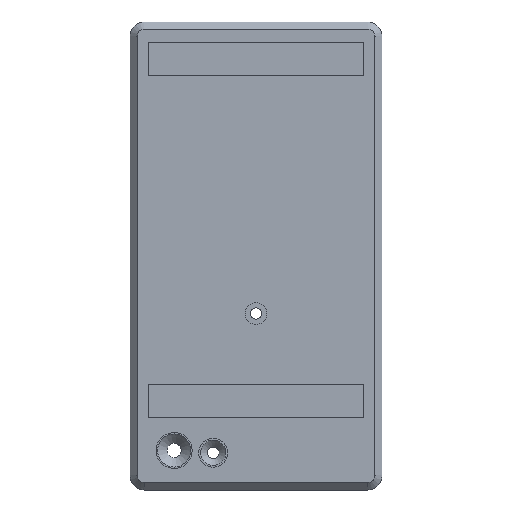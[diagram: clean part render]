
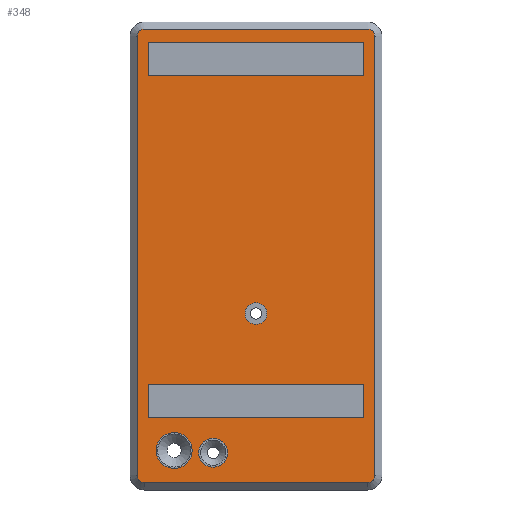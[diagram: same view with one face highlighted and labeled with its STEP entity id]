
A CAD part, top view. The second image highlights one B-rep face of the part: STEP entity #348.
In plain terms, the highlighted planar face has unit normal (0, 0, 1).
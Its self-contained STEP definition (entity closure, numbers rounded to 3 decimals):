
#95 = VERTEX_POINT('',#96);
#96 = CARTESIAN_POINT('',(4.,2.,20.));
#104 = VERTEX_POINT('',#105);
#105 = CARTESIAN_POINT('',(2.,4.,20.));
#111 = EDGE_CURVE('',#95,#104,#112,.T.);
#112 = CIRCLE('',#113,2.);
#113 = AXIS2_PLACEMENT_3D('',#114,#115,#116);
#114 = CARTESIAN_POINT('',(4.,4.,20.));
#115 = DIRECTION('',(0.,-0.,-1.));
#116 = DIRECTION('',(0.,-1.,0.));
#282 = VERTEX_POINT('',#283);
#283 = CARTESIAN_POINT('',(2.,126.,20.));
#289 = EDGE_CURVE('',#104,#282,#290,.T.);
#290 = LINE('',#291,#292);
#291 = CARTESIAN_POINT('',(2.,4.,20.));
#292 = VECTOR('',#293,1.);
#293 = DIRECTION('',(0.,1.,0.));
#329 = VERTEX_POINT('',#330);
#330 = CARTESIAN_POINT('',(66.,2.,20.));
#338 = EDGE_CURVE('',#329,#95,#339,.T.);
#339 = LINE('',#340,#341);
#340 = CARTESIAN_POINT('',(66.,2.,20.));
#341 = VECTOR('',#342,1.);
#342 = DIRECTION('',(-1.,0.,0.));
#348 = ADVANCED_FACE('',(#349,#395,#406,#417,#451,#462),#496,.T.);
#349 = FACE_BOUND('',#350,.T.);
#350 = EDGE_LOOP('',(#351,#352,#361,#369,#378,#386,#393,#394));
#351 = ORIENTED_EDGE('',*,*,#338,.F.);
#352 = ORIENTED_EDGE('',*,*,#353,.F.);
#353 = EDGE_CURVE('',#354,#329,#356,.T.);
#354 = VERTEX_POINT('',#355);
#355 = CARTESIAN_POINT('',(68.,4.,20.));
#356 = CIRCLE('',#357,2.);
#357 = AXIS2_PLACEMENT_3D('',#358,#359,#360);
#358 = CARTESIAN_POINT('',(66.,4.,20.));
#359 = DIRECTION('',(0.,-0.,-1.));
#360 = DIRECTION('',(1.,0.,0.));
#361 = ORIENTED_EDGE('',*,*,#362,.F.);
#362 = EDGE_CURVE('',#363,#354,#365,.T.);
#363 = VERTEX_POINT('',#364);
#364 = CARTESIAN_POINT('',(68.,126.,20.));
#365 = LINE('',#366,#367);
#366 = CARTESIAN_POINT('',(68.,126.,20.));
#367 = VECTOR('',#368,1.);
#368 = DIRECTION('',(0.,-1.,0.));
#369 = ORIENTED_EDGE('',*,*,#370,.F.);
#370 = EDGE_CURVE('',#371,#363,#373,.T.);
#371 = VERTEX_POINT('',#372);
#372 = CARTESIAN_POINT('',(66.,128.,20.));
#373 = CIRCLE('',#374,2.);
#374 = AXIS2_PLACEMENT_3D('',#375,#376,#377);
#375 = CARTESIAN_POINT('',(66.,126.,20.));
#376 = DIRECTION('',(0.,0.,-1.));
#377 = DIRECTION('',(0.,1.,0.));
#378 = ORIENTED_EDGE('',*,*,#379,.F.);
#379 = EDGE_CURVE('',#380,#371,#382,.T.);
#380 = VERTEX_POINT('',#381);
#381 = CARTESIAN_POINT('',(4.,128.,20.));
#382 = LINE('',#383,#384);
#383 = CARTESIAN_POINT('',(4.,128.,20.));
#384 = VECTOR('',#385,1.);
#385 = DIRECTION('',(1.,0.,0.));
#386 = ORIENTED_EDGE('',*,*,#387,.F.);
#387 = EDGE_CURVE('',#282,#380,#388,.T.);
#388 = CIRCLE('',#389,2.);
#389 = AXIS2_PLACEMENT_3D('',#390,#391,#392);
#390 = CARTESIAN_POINT('',(4.,126.,20.));
#391 = DIRECTION('',(0.,0.,-1.));
#392 = DIRECTION('',(-1.,0.,0.));
#393 = ORIENTED_EDGE('',*,*,#289,.F.);
#394 = ORIENTED_EDGE('',*,*,#111,.F.);
#395 = FACE_BOUND('',#396,.T.);
#396 = EDGE_LOOP('',(#397));
#397 = ORIENTED_EDGE('',*,*,#398,.F.);
#398 = EDGE_CURVE('',#399,#399,#401,.T.);
#399 = VERTEX_POINT('',#400);
#400 = CARTESIAN_POINT('',(17.26,10.95,20.));
#401 = CIRCLE('',#402,5.);
#402 = AXIS2_PLACEMENT_3D('',#403,#404,#405);
#403 = CARTESIAN_POINT('',(12.26,10.95,20.));
#404 = DIRECTION('',(0.,0.,1.));
#405 = DIRECTION('',(1.,0.,0.));
#406 = FACE_BOUND('',#407,.T.);
#407 = EDGE_LOOP('',(#408));
#408 = ORIENTED_EDGE('',*,*,#409,.F.);
#409 = EDGE_CURVE('',#410,#410,#412,.T.);
#410 = VERTEX_POINT('',#411);
#411 = CARTESIAN_POINT('',(27.1,10.3,20.));
#412 = CIRCLE('',#413,4.);
#413 = AXIS2_PLACEMENT_3D('',#414,#415,#416);
#414 = CARTESIAN_POINT('',(23.1,10.3,20.));
#415 = DIRECTION('',(0.,0.,1.));
#416 = DIRECTION('',(1.,0.,0.));
#417 = FACE_BOUND('',#418,.T.);
#418 = EDGE_LOOP('',(#419,#429,#437,#445));
#419 = ORIENTED_EDGE('',*,*,#420,.T.);
#420 = EDGE_CURVE('',#421,#423,#425,.T.);
#421 = VERTEX_POINT('',#422);
#422 = CARTESIAN_POINT('',(5.,20.,20.));
#423 = VERTEX_POINT('',#424);
#424 = CARTESIAN_POINT('',(5.,29.2,20.));
#425 = LINE('',#426,#427);
#426 = CARTESIAN_POINT('',(5.,20.,20.));
#427 = VECTOR('',#428,1.);
#428 = DIRECTION('',(0.,1.,0.));
#429 = ORIENTED_EDGE('',*,*,#430,.T.);
#430 = EDGE_CURVE('',#423,#431,#433,.T.);
#431 = VERTEX_POINT('',#432);
#432 = CARTESIAN_POINT('',(65.,29.2,20.));
#433 = LINE('',#434,#435);
#434 = CARTESIAN_POINT('',(5.,29.2,20.));
#435 = VECTOR('',#436,1.);
#436 = DIRECTION('',(1.,0.,0.));
#437 = ORIENTED_EDGE('',*,*,#438,.T.);
#438 = EDGE_CURVE('',#431,#439,#441,.T.);
#439 = VERTEX_POINT('',#440);
#440 = CARTESIAN_POINT('',(65.,20.,20.));
#441 = LINE('',#442,#443);
#442 = CARTESIAN_POINT('',(65.,29.2,20.));
#443 = VECTOR('',#444,1.);
#444 = DIRECTION('',(0.,-1.,0.));
#445 = ORIENTED_EDGE('',*,*,#446,.T.);
#446 = EDGE_CURVE('',#439,#421,#447,.T.);
#447 = LINE('',#448,#449);
#448 = CARTESIAN_POINT('',(65.,20.,20.));
#449 = VECTOR('',#450,1.);
#450 = DIRECTION('',(-1.,0.,0.));
#451 = FACE_BOUND('',#452,.T.);
#452 = EDGE_LOOP('',(#453));
#453 = ORIENTED_EDGE('',*,*,#454,.F.);
#454 = EDGE_CURVE('',#455,#455,#457,.T.);
#455 = VERTEX_POINT('',#456);
#456 = CARTESIAN_POINT('',(38.05,49.,20.));
#457 = CIRCLE('',#458,3.05);
#458 = AXIS2_PLACEMENT_3D('',#459,#460,#461);
#459 = CARTESIAN_POINT('',(35.,49.,20.));
#460 = DIRECTION('',(0.,0.,1.));
#461 = DIRECTION('',(1.,0.,0.));
#462 = FACE_BOUND('',#463,.T.);
#463 = EDGE_LOOP('',(#464,#474,#482,#490));
#464 = ORIENTED_EDGE('',*,*,#465,.T.);
#465 = EDGE_CURVE('',#466,#468,#470,.T.);
#466 = VERTEX_POINT('',#467);
#467 = CARTESIAN_POINT('',(5.,115.,20.));
#468 = VERTEX_POINT('',#469);
#469 = CARTESIAN_POINT('',(5.,124.2,20.));
#470 = LINE('',#471,#472);
#471 = CARTESIAN_POINT('',(5.,115.,20.));
#472 = VECTOR('',#473,1.);
#473 = DIRECTION('',(0.,1.,0.));
#474 = ORIENTED_EDGE('',*,*,#475,.T.);
#475 = EDGE_CURVE('',#468,#476,#478,.T.);
#476 = VERTEX_POINT('',#477);
#477 = CARTESIAN_POINT('',(65.,124.2,20.));
#478 = LINE('',#479,#480);
#479 = CARTESIAN_POINT('',(5.,124.2,20.));
#480 = VECTOR('',#481,1.);
#481 = DIRECTION('',(1.,0.,0.));
#482 = ORIENTED_EDGE('',*,*,#483,.T.);
#483 = EDGE_CURVE('',#476,#484,#486,.T.);
#484 = VERTEX_POINT('',#485);
#485 = CARTESIAN_POINT('',(65.,115.,20.));
#486 = LINE('',#487,#488);
#487 = CARTESIAN_POINT('',(65.,124.2,20.));
#488 = VECTOR('',#489,1.);
#489 = DIRECTION('',(0.,-1.,0.));
#490 = ORIENTED_EDGE('',*,*,#491,.T.);
#491 = EDGE_CURVE('',#484,#466,#492,.T.);
#492 = LINE('',#493,#494);
#493 = CARTESIAN_POINT('',(65.,115.,20.));
#494 = VECTOR('',#495,1.);
#495 = DIRECTION('',(-1.,0.,0.));
#496 = PLANE('',#497);
#497 = AXIS2_PLACEMENT_3D('',#498,#499,#500);
#498 = CARTESIAN_POINT('',(35.,65.,20.));
#499 = DIRECTION('',(0.,0.,1.));
#500 = DIRECTION('',(1.,0.,0.));
